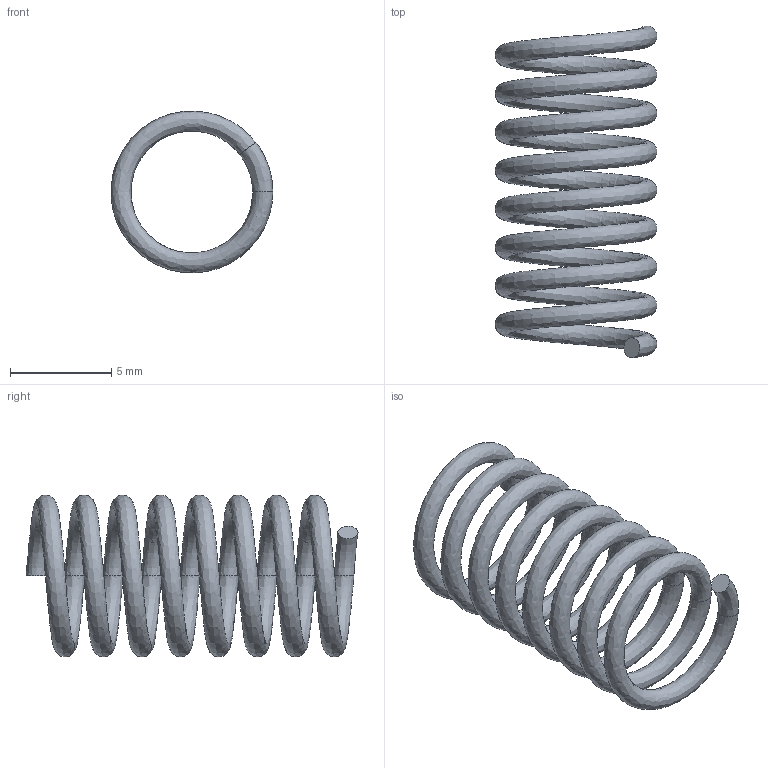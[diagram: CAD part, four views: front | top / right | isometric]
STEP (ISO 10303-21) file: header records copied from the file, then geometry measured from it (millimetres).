
FILE_DESCRIPTION(('FreeCAD Model'),'2;1');
FILE_NAME('Drakon_Spring.step','2018-09-06T07:11:23',('Author'),(''), 'Open CASCADE STEP processor 6.8','FreeCAD','Unknown');
FILE_SCHEMA(('AUTOMOTIVE_DESIGN_CC2 { 1 2 10303 214 -1 1 5 4 }'));
Length unit declared in the file: millimetre
Products named in the file (2): ASSEMBLY; Spring
Assembly tree (1 placements, depth 2):
  ASSEMBLY
    Spring
Bounding box: 7.99 x 16.4 x 8 mm (x, y, z)
Volume: 140 mm3; surface area: 562.6 mm2
Topology: 1 solids, 1 shells, 11 faces, 19 edges, 10 vertices
Faces by surface type: bspline 9, plane 2
Entity records: 1289 total; most frequent: CARTESIAN_POINT 967, ORIENTED_EDGE 38, PCURVE 38, DEFINITIONAL_REPRESENTATION 38, DIRECTION 27, EDGE_CURVE 19, LINE 19, VECTOR 19
